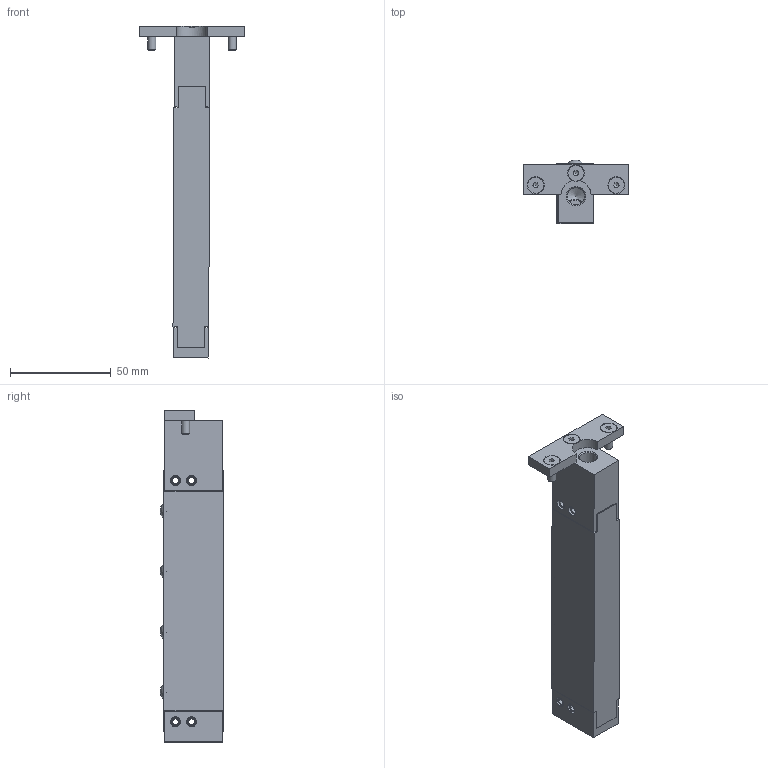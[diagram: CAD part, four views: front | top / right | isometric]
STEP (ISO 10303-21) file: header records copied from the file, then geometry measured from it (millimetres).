
FILE_DESCRIPTION(/* description */ ('DIE LIFTER'),/* implementation_level */ '2;1');
FILE_NAME(/* name */ 'EHB18-04.stp',/* time_stamp */ '2019-11-20T09:08:23+08:00',/* author */ ('yue.yang'),/* organization */ (''),/* preprocessor_version */ 'ST-DEVELOPER v17',/* originating_system */ 'Autodesk Inventor 2019',/* authorisation */ '');
FILE_SCHEMA (('AUTOMOTIVE_DESIGN { 1 0 10303 214 3 1 1 }'));
Length unit declared in the file: millimetre
Products named in the file (2): EHB18-04; EHB18-04_Substitute_1
Assembly tree (1 placements, depth 2):
  EHB18-04
    EHB18-04_Substitute_1
Bounding box: 52.02 x 31.56 x 165.13 mm (x, y, z)
Volume: 70455.5 mm3; surface area: 35866.4 mm2
Topology: 9 solids, 9 shells, 286 faces, 865 edges, 584 vertices
Faces by surface type: plane 132, cylinder 78, cone 48, torus 24, sphere 4
Full cylindrical faces by diameter (mm): 3 x2, 4 x2, 4.3 x2, 5 x13, 5.5 x1, 6.647 x2, 7.5 x1, 8 x3, 8.566 x1, 10 x3, 10.2 x4, 12.05 x4, 13.5 x4, 13.55 x4, 15.55 x4, 15.7 x4
Entity records: 11025 total; most frequent: CARTESIAN_POINT 2586, DIRECTION 1746, ORIENTED_EDGE 1696, EDGE_CURVE 848, AXIS2_PLACEMENT_3D 700, VERTEX_POINT 584, CIRCLE 411, EDGE_LOOP 350
